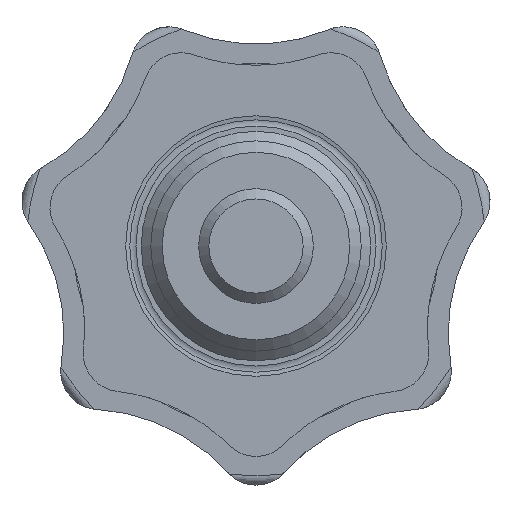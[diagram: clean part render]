
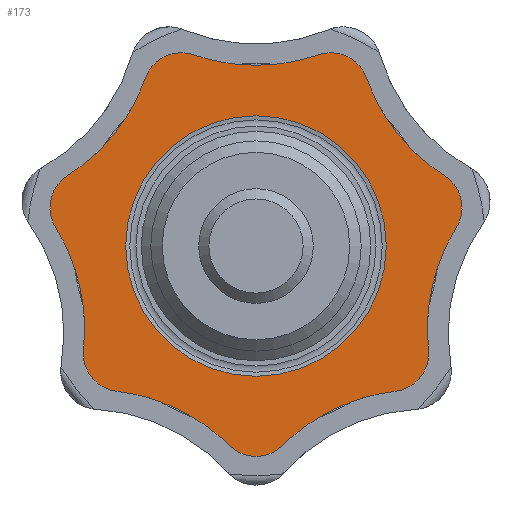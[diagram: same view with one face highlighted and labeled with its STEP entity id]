
A CAD part, front view. The second image highlights one B-rep face of the part: STEP entity #173.
In plain terms, the highlighted planar face has unit normal (0, -1, 0).
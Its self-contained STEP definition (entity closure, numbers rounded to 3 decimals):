
#173 = ADVANCED_FACE( '', ( #361, #362 ), #363, .F. );
#361 = FACE_OUTER_BOUND( '', #553, .T. );
#362 = FACE_BOUND( '', #554, .T. );
#363 = PLANE( '', #555 );
#553 = EDGE_LOOP( '', ( #1023, #1024, #1025, #1026, #1027, #1028, #1029, #1030, #1031, #1032, #1033, #1034, #1035, #1036 ) );
#554 = EDGE_LOOP( '', ( #1037 ) );
#555 = AXIS2_PLACEMENT_3D( '', #1038, #1039, #1040 );
#1023 = ORIENTED_EDGE( '', *, *, #1181, .T. );
#1024 = ORIENTED_EDGE( '', *, *, #1211, .F. );
#1025 = ORIENTED_EDGE( '', *, *, #1315, .T. );
#1026 = ORIENTED_EDGE( '', *, *, #1164, .F. );
#1027 = ORIENTED_EDGE( '', *, *, #1158, .T. );
#1028 = ORIENTED_EDGE( '', *, *, #1188, .F. );
#1029 = ORIENTED_EDGE( '', *, *, #1316, .T. );
#1030 = ORIENTED_EDGE( '', *, *, #1295, .F. );
#1031 = ORIENTED_EDGE( '', *, *, #1204, .T. );
#1032 = ORIENTED_EDGE( '', *, *, #1193, .F. );
#1033 = ORIENTED_EDGE( '', *, *, #1317, .T. );
#1034 = ORIENTED_EDGE( '', *, *, #1292, .F. );
#1035 = ORIENTED_EDGE( '', *, *, #1301, .T. );
#1036 = ORIENTED_EDGE( '', *, *, #1150, .F. );
#1037 = ORIENTED_EDGE( '', *, *, #1140, .F. );
#1038 = CARTESIAN_POINT( '', ( -26.004, 27.6, -9.941 ) );
#1039 = DIRECTION( '', ( 0., 1., 0. ) );
#1040 = DIRECTION( '', ( 0., 0., 1. ) );
#1140 = EDGE_CURVE( '', #1364, #1364, #1365, .F. );
#1150 = EDGE_CURVE( '', #1381, #1376, #1383, .T. );
#1158 = EDGE_CURVE( '', #1397, #1395, #1398, .T. );
#1164 = EDGE_CURVE( '', #1397, #1403, #1407, .T. );
#1181 = EDGE_CURVE( '', #1381, #1435, #1438, .T. );
#1188 = EDGE_CURVE( '', #1447, #1395, #1449, .T. );
#1193 = EDGE_CURVE( '', #1456, #1451, #1458, .T. );
#1204 = EDGE_CURVE( '', #1477, #1451, #1478, .T. );
#1211 = EDGE_CURVE( '', #1486, #1435, #1488, .T. );
#1292 = EDGE_CURVE( '', #1606, #1604, #1608, .T. );
#1295 = EDGE_CURVE( '', #1477, #1610, #1612, .T. );
#1301 = EDGE_CURVE( '', #1606, #1376, #1619, .T. );
#1315 = EDGE_CURVE( '', #1486, #1403, #1634, .T. );
#1316 = EDGE_CURVE( '', #1447, #1610, #1635, .T. );
#1317 = EDGE_CURVE( '', #1456, #1604, #1636, .T. );
#1364 = VERTEX_POINT( '', #1753 );
#1365 = CIRCLE( '', #1754, 13.625 );
#1376 = VERTEX_POINT( '', #1792 );
#1381 = VERTEX_POINT( '', #1798 );
#1383 = CIRCLE( '', #1801, 4. );
#1395 = VERTEX_POINT( '', #1831 );
#1397 = VERTEX_POINT( '', #1834 );
#1398 = CIRCLE( '', #1835, 20. );
#1403 = VERTEX_POINT( '', #1841 );
#1407 = CIRCLE( '', #1846, 4. );
#1435 = VERTEX_POINT( '', #1949 );
#1438 = CIRCLE( '', #1953, 20. );
#1447 = VERTEX_POINT( '', #1971 );
#1449 = CIRCLE( '', #1974, 4. );
#1451 = VERTEX_POINT( '', #1976 );
#1456 = VERTEX_POINT( '', #1982 );
#1458 = CIRCLE( '', #1985, 4. );
#1477 = VERTEX_POINT( '', #2052 );
#1478 = CIRCLE( '', #2053, 20. );
#1486 = VERTEX_POINT( '', #2062 );
#1488 = CIRCLE( '', #2065, 4. );
#1604 = VERTEX_POINT( '', #2470 );
#1606 = VERTEX_POINT( '', #2473 );
#1608 = CIRCLE( '', #2476, 4. );
#1610 = VERTEX_POINT( '', #2478 );
#1612 = CIRCLE( '', #2481, 4. );
#1619 = CIRCLE( '', #2510, 20. );
#1634 = CIRCLE( '', #2535, 20. );
#1635 = CIRCLE( '', #2536, 20. );
#1636 = CIRCLE( '', #2537, 20. );
#1753 = CARTESIAN_POINT( '', ( 0., 27.6, 13.625 ) );
#1754 = AXIS2_PLACEMENT_3D( '', #2582, #2583, #2584 );
#1792 = CARTESIAN_POINT( '', ( -19.694, 27.6, 7.381 ) );
#1798 = CARTESIAN_POINT( '', ( -20.947, 27.6, 1.895 ) );
#1801 = AXIS2_PLACEMENT_3D( '', #2595, #2596, #2597 );
#1831 = CARTESIAN_POINT( '', ( 14.541, 27.6, -15.195 ) );
#1834 = CARTESIAN_POINT( '', ( 2.814, 27.6, -20.843 ) );
#1835 = AXIS2_PLACEMENT_3D( '', #2605, #2606, #2607 );
#1841 = CARTESIAN_POINT( '', ( -2.814, 27.6, -20.843 ) );
#1846 = AXIS2_PLACEMENT_3D( '', #2616, #2617, #2618 );
#1949 = CARTESIAN_POINT( '', ( -18.05, 27.6, -10.795 ) );
#1953 = AXIS2_PLACEMENT_3D( '', #2633, #2634, #2635 );
#1971 = CARTESIAN_POINT( '', ( 18.05, 27.6, -10.795 ) );
#1974 = AXIS2_PLACEMENT_3D( '', #2646, #2647, #2648 );
#1976 = CARTESIAN_POINT( '', ( 11.579, 27.6, 17.558 ) );
#1982 = CARTESIAN_POINT( '', ( 6.508, 27.6, 20. ) );
#1985 = AXIS2_PLACEMENT_3D( '', #2654, #2655, #2656 );
#2052 = CARTESIAN_POINT( '', ( 19.694, 27.6, 7.381 ) );
#2053 = AXIS2_PLACEMENT_3D( '', #2665, #2666, #2667 );
#2062 = CARTESIAN_POINT( '', ( -14.541, 27.6, -15.195 ) );
#2065 = AXIS2_PLACEMENT_3D( '', #2679, #2680, #2681 );
#2470 = CARTESIAN_POINT( '', ( -6.508, 27.6, 20. ) );
#2473 = CARTESIAN_POINT( '', ( -11.579, 27.6, 17.558 ) );
#2476 = AXIS2_PLACEMENT_3D( '', #2809, #2810, #2811 );
#2478 = CARTESIAN_POINT( '', ( 20.947, 27.6, 1.895 ) );
#2481 = AXIS2_PLACEMENT_3D( '', #2813, #2814, #2815 );
#2510 = AXIS2_PLACEMENT_3D( '', #2816, #2817, #2818 );
#2535 = AXIS2_PLACEMENT_3D( '', #2823, #2824, #2825 );
#2536 = AXIS2_PLACEMENT_3D( '', #2826, #2827, #2828 );
#2537 = AXIS2_PLACEMENT_3D( '', #2829, #2830, #2831 );
#2582 = CARTESIAN_POINT( '', ( 0., 27.6, 0. ) );
#2583 = DIRECTION( '', ( 0., 1., 0. ) );
#2584 = DIRECTION( '', ( 0., 0., 1. ) );
#2595 = CARTESIAN_POINT( '', ( -17.549, 27.6, 4.005 ) );
#2596 = DIRECTION( '', ( 0., 1., 0. ) );
#2597 = DIRECTION( '', ( 1., 0., 0. ) );
#2605 = CARTESIAN_POINT( '', ( 16.883, 27.6, -35.058 ) );
#2606 = DIRECTION( '', ( 0., 1., 0. ) );
#2607 = DIRECTION( '', ( 1., 0., 0. ) );
#2616 = CARTESIAN_POINT( '', ( 0., 27.6, -18. ) );
#2617 = DIRECTION( '', ( 0., 1., 0. ) );
#2618 = DIRECTION( '', ( 1., 0., 0. ) );
#2633 = CARTESIAN_POINT( '', ( -37.936, 27.6, -8.659 ) );
#2634 = DIRECTION( '', ( 0., 1., 0. ) );
#2635 = DIRECTION( '', ( 1., 0., 0. ) );
#2646 = CARTESIAN_POINT( '', ( 14.073, 27.6, -11.223 ) );
#2647 = DIRECTION( '', ( 0., 1., 0. ) );
#2648 = DIRECTION( '', ( 1., 0., 0. ) );
#2654 = CARTESIAN_POINT( '', ( 7.81, 27.6, 16.217 ) );
#2655 = DIRECTION( '', ( 0., 1., 0. ) );
#2656 = DIRECTION( '', ( 1., 0., 0. ) );
#2665 = CARTESIAN_POINT( '', ( 30.422, 27.6, 24.261 ) );
#2666 = DIRECTION( '', ( 0., 1., 0. ) );
#2667 = DIRECTION( '', ( 1., 0., 0. ) );
#2679 = CARTESIAN_POINT( '', ( -14.073, 27.6, -11.223 ) );
#2680 = DIRECTION( '', ( 0., 1., 0. ) );
#2681 = DIRECTION( '', ( 1., 0., 0. ) );
#2809 = CARTESIAN_POINT( '', ( -7.81, 27.6, 16.217 ) );
#2810 = DIRECTION( '', ( 0., 1., 0. ) );
#2811 = DIRECTION( '', ( 1., 0., 0. ) );
#2813 = CARTESIAN_POINT( '', ( 17.549, 27.6, 4.005 ) );
#2814 = DIRECTION( '', ( 0., 1., 0. ) );
#2815 = DIRECTION( '', ( 1., 0., 0. ) );
#2816 = CARTESIAN_POINT( '', ( -30.422, 27.6, 24.261 ) );
#2817 = DIRECTION( '', ( 0., 1., 0. ) );
#2818 = DIRECTION( '', ( 1., 0., 0. ) );
#2823 = CARTESIAN_POINT( '', ( -16.883, 27.6, -35.058 ) );
#2824 = DIRECTION( '', ( 0., 1., 0. ) );
#2825 = DIRECTION( '', ( 1., 0., 0. ) );
#2826 = CARTESIAN_POINT( '', ( 37.936, 27.6, -8.659 ) );
#2827 = DIRECTION( '', ( 0., 1., 0. ) );
#2828 = DIRECTION( '', ( 1., 0., 0. ) );
#2829 = CARTESIAN_POINT( '', ( 0., 27.6, 38.911 ) );
#2830 = DIRECTION( '', ( 0., 1., 0. ) );
#2831 = DIRECTION( '', ( 1., 0., 0. ) );
